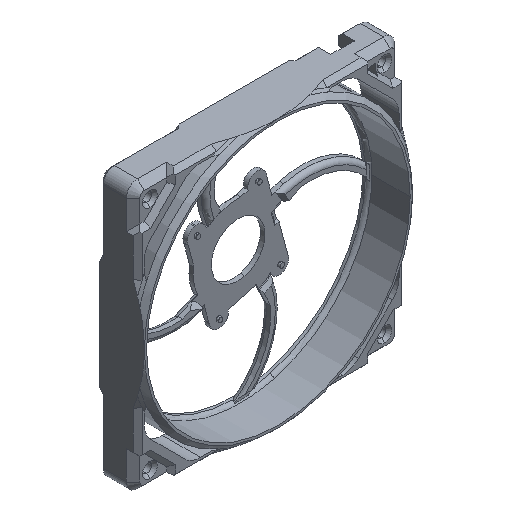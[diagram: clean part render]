
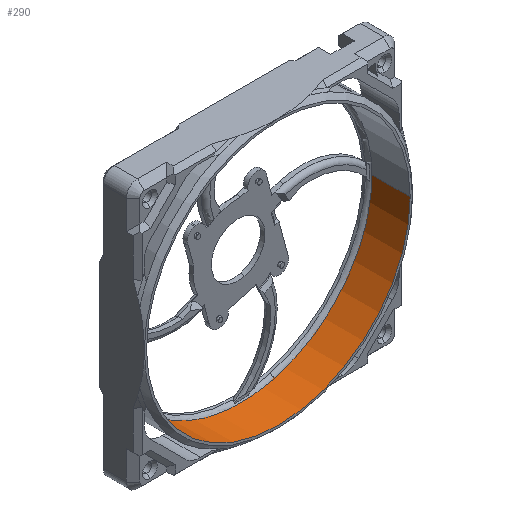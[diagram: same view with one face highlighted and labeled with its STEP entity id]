
A CAD part, isometric view. The second image highlights one B-rep face of the part: STEP entity #290.
In plain terms, the highlighted cylindrical face has radius 59 mm (diameter 118 mm), a partial arc.
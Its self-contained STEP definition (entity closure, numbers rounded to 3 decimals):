
#36 = CARTESIAN_POINT ( 'NONE',  ( 73., 0.5, -19. ) ) ;
#66 = CARTESIAN_POINT ( 'NONE',  ( -45., -3.5, -19. ) ) ;
#290 = ADVANCED_FACE ( 'NONE', ( #4876 ), #1521, .F. ) ;
#387 = ORIENTED_EDGE ( 'NONE', *, *, #6975, .F. ) ;
#882 = DIRECTION ( 'NONE',  ( 0., 1., 0. ) ) ;
#969 = DIRECTION ( 'NONE',  ( 0., 0., 1. ) ) ;
#1229 = VERTEX_POINT ( 'NONE', #4742 ) ;
#1521 = CYLINDRICAL_SURFACE ( 'NONE', #6311, 59. ) ;
#2142 = DIRECTION ( 'NONE',  ( 1., 0., 0. ) ) ;
#2250 = ORIENTED_EDGE ( 'NONE', *, *, #2340, .T. ) ;
#2340 = EDGE_CURVE ( 'NONE', #1229, #3984, #4661, .T. ) ;
#3466 = DIRECTION ( 'NONE',  ( 0., 1., 0. ) ) ;
#3607 = CARTESIAN_POINT ( 'NONE',  ( 14., 0.5, -19. ) ) ;
#3984 = VERTEX_POINT ( 'NONE', #5517 ) ;
#4092 = EDGE_CURVE ( 'NONE', #5630, #4104, #5041, .T. ) ;
#4104 = VERTEX_POINT ( 'NONE', #66 ) ;
#4258 = DIRECTION ( 'NONE',  ( 0., 1., 0. ) ) ;
#4293 = ORIENTED_EDGE ( 'NONE', *, *, #7842, .T. ) ;
#4323 = CARTESIAN_POINT ( 'NONE',  ( 14., 16.5, -19. ) ) ;
#4578 = LINE ( 'NONE', #36, #8390 ) ;
#4661 = CIRCLE ( 'NONE', #6757, 59. ) ;
#4710 = VECTOR ( 'NONE', #3466, 1000. ) ;
#4737 = CARTESIAN_POINT ( 'NONE',  ( 14., -3.5, -19. ) ) ;
#4742 = CARTESIAN_POINT ( 'NONE',  ( 73., 16.5, -19. ) ) ;
#4777 = EDGE_LOOP ( 'NONE', ( #387, #5821, #4293, #2250 ) ) ;
#4876 = FACE_OUTER_BOUND ( 'NONE', #4777, .T. ) ;
#5041 = CIRCLE ( 'NONE', #7415, 59. ) ;
#5088 = CARTESIAN_POINT ( 'NONE',  ( 73., -3.5, -19. ) ) ;
#5371 = DIRECTION ( 'NONE',  ( 0., 1., 0. ) ) ;
#5395 = LINE ( 'NONE', #6702, #4710 ) ;
#5517 = CARTESIAN_POINT ( 'NONE',  ( -45., 16.5, -19. ) ) ;
#5630 = VERTEX_POINT ( 'NONE', #5088 ) ;
#5821 = ORIENTED_EDGE ( 'NONE', *, *, #4092, .F. ) ;
#6311 = AXIS2_PLACEMENT_3D ( 'NONE', #3607, #4258, #2142 ) ;
#6702 = CARTESIAN_POINT ( 'NONE',  ( -45., 0.5, -19. ) ) ;
#6757 = AXIS2_PLACEMENT_3D ( 'NONE', #4323, #882, #969 ) ;
#6975 = EDGE_CURVE ( 'NONE', #4104, #3984, #5395, .T. ) ;
#7399 = DIRECTION ( 'NONE',  ( 0., 1., 0. ) ) ;
#7415 = AXIS2_PLACEMENT_3D ( 'NONE', #4737, #7399, #7485 ) ;
#7485 = DIRECTION ( 'NONE',  ( 0., 0., 1. ) ) ;
#7842 = EDGE_CURVE ( 'NONE', #5630, #1229, #4578, .T. ) ;
#8390 = VECTOR ( 'NONE', #5371, 1000. ) ;
